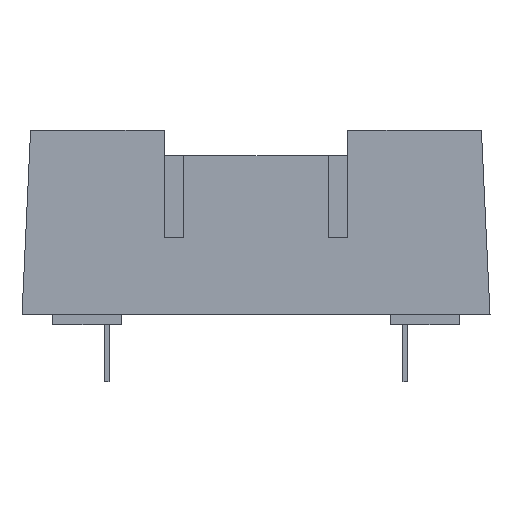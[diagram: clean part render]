
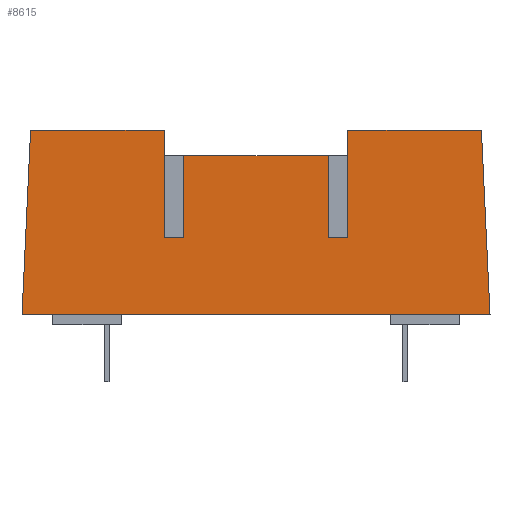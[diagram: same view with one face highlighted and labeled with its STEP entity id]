
A CAD part, left-side view. The second image highlights one B-rep face of the part: STEP entity #8615.
In plain terms, the highlighted free-form (B-spline) face has degree [1, 1] with [2, 2] control points.
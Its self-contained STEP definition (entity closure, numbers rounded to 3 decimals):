
#8615 = ADVANCED_FACE('',(#8616),#8714,.F.);
#8616 = FACE_BOUND('',#8617,.F.);
#8617 = EDGE_LOOP('',(#8618,#8628,#8636,#8644,#8652,#8660,#8668,#8676,
    #8684,#8692,#8700,#8708));
#8618 = ORIENTED_EDGE('',*,*,#8619,.T.);
#8619 = EDGE_CURVE('',#8620,#8622,#8624,.T.);
#8620 = VERTEX_POINT('',#8621);
#8621 = CARTESIAN_POINT('',(-21.146,4.685,0.));
#8622 = VERTEX_POINT('',#8623);
#8623 = CARTESIAN_POINT('',(-21.146,4.685,-5.49));
#8624 = LINE('',#8625,#8626);
#8625 = CARTESIAN_POINT('',(-21.146,4.685,0.));
#8626 = VECTOR('',#8627,1.);
#8627 = DIRECTION('',(0.,0.,-1.));
#8628 = ORIENTED_EDGE('',*,*,#8629,.T.);
#8629 = EDGE_CURVE('',#8622,#8630,#8632,.T.);
#8630 = VERTEX_POINT('',#8631);
#8631 = CARTESIAN_POINT('',(-21.146,3.685,-5.49));
#8632 = LINE('',#8633,#8634);
#8633 = CARTESIAN_POINT('',(-21.146,4.685,-5.49));
#8634 = VECTOR('',#8635,1.);
#8635 = DIRECTION('',(0.,-1.,0.));
#8636 = ORIENTED_EDGE('',*,*,#8637,.T.);
#8637 = EDGE_CURVE('',#8630,#8638,#8640,.T.);
#8638 = VERTEX_POINT('',#8639);
#8639 = CARTESIAN_POINT('',(-21.146,3.685,-1.3));
#8640 = LINE('',#8641,#8642);
#8641 = CARTESIAN_POINT('',(-21.146,3.685,-5.49));
#8642 = VECTOR('',#8643,1.);
#8643 = DIRECTION('',(0.,0.,1.));
#8644 = ORIENTED_EDGE('',*,*,#8645,.T.);
#8645 = EDGE_CURVE('',#8638,#8646,#8648,.T.);
#8646 = VERTEX_POINT('',#8647);
#8647 = CARTESIAN_POINT('',(-21.146,-3.685,-1.3));
#8648 = LINE('',#8649,#8650);
#8649 = CARTESIAN_POINT('',(-21.146,3.685,-1.3));
#8650 = VECTOR('',#8651,1.);
#8651 = DIRECTION('',(0.,-1.,0.));
#8652 = ORIENTED_EDGE('',*,*,#8653,.T.);
#8653 = EDGE_CURVE('',#8646,#8654,#8656,.T.);
#8654 = VERTEX_POINT('',#8655);
#8655 = CARTESIAN_POINT('',(-21.146,-3.685,-5.49));
#8656 = LINE('',#8657,#8658);
#8657 = CARTESIAN_POINT('',(-21.146,-3.685,-1.3));
#8658 = VECTOR('',#8659,1.);
#8659 = DIRECTION('',(0.,0.,-1.));
#8660 = ORIENTED_EDGE('',*,*,#8661,.T.);
#8661 = EDGE_CURVE('',#8654,#8662,#8664,.T.);
#8662 = VERTEX_POINT('',#8663);
#8663 = CARTESIAN_POINT('',(-21.146,-4.685,-5.49));
#8664 = LINE('',#8665,#8666);
#8665 = CARTESIAN_POINT('',(-21.146,-3.685,-5.49));
#8666 = VECTOR('',#8667,1.);
#8667 = DIRECTION('',(0.,-1.,0.));
#8668 = ORIENTED_EDGE('',*,*,#8669,.T.);
#8669 = EDGE_CURVE('',#8662,#8670,#8672,.T.);
#8670 = VERTEX_POINT('',#8671);
#8671 = CARTESIAN_POINT('',(-21.146,-4.685,0.));
#8672 = LINE('',#8673,#8674);
#8673 = CARTESIAN_POINT('',(-21.146,-4.685,-5.49));
#8674 = VECTOR('',#8675,1.);
#8675 = DIRECTION('',(0.,0.,1.));
#8676 = ORIENTED_EDGE('',*,*,#8677,.T.);
#8677 = EDGE_CURVE('',#8670,#8678,#8680,.T.);
#8678 = VERTEX_POINT('',#8679);
#8679 = CARTESIAN_POINT('',(-21.146,-11.5,0.));
#8680 = LINE('',#8681,#8682);
#8681 = CARTESIAN_POINT('',(-21.146,-4.685,0.));
#8682 = VECTOR('',#8683,1.);
#8683 = DIRECTION('',(0.,-1.,0.));
#8684 = ORIENTED_EDGE('',*,*,#8685,.T.);
#8685 = EDGE_CURVE('',#8678,#8686,#8688,.T.);
#8686 = VERTEX_POINT('',#8687);
#8687 = CARTESIAN_POINT('',(-21.146,-11.938,-9.398));
#8688 = LINE('',#8689,#8690);
#8689 = CARTESIAN_POINT('',(-21.146,-11.5,0.));
#8690 = VECTOR('',#8691,1.);
#8691 = DIRECTION('',(0.,-0.047,-0.999));
#8692 = ORIENTED_EDGE('',*,*,#8693,.T.);
#8693 = EDGE_CURVE('',#8686,#8694,#8696,.T.);
#8694 = VERTEX_POINT('',#8695);
#8695 = CARTESIAN_POINT('',(-21.146,11.938,-9.398));
#8696 = LINE('',#8697,#8698);
#8697 = CARTESIAN_POINT('',(-21.146,-11.938,-9.398));
#8698 = VECTOR('',#8699,1.);
#8699 = DIRECTION('',(0.,1.,0.));
#8700 = ORIENTED_EDGE('',*,*,#8701,.T.);
#8701 = EDGE_CURVE('',#8694,#8702,#8704,.T.);
#8702 = VERTEX_POINT('',#8703);
#8703 = CARTESIAN_POINT('',(-21.146,11.5,0.));
#8704 = LINE('',#8705,#8706);
#8705 = CARTESIAN_POINT('',(-21.146,11.938,-9.398));
#8706 = VECTOR('',#8707,1.);
#8707 = DIRECTION('',(0.,-0.047,0.999));
#8708 = ORIENTED_EDGE('',*,*,#8709,.T.);
#8709 = EDGE_CURVE('',#8702,#8620,#8710,.T.);
#8710 = LINE('',#8711,#8712);
#8711 = CARTESIAN_POINT('',(-21.146,11.5,0.));
#8712 = VECTOR('',#8713,1.);
#8713 = DIRECTION('',(0.,-1.,0.));
#8714 = B_SPLINE_SURFACE_WITH_KNOTS('',1,1,(
    (#8715,#8716)
    ,(#8717,#8718
    )),.UNSPECIFIED.,.F.,.F.,.F.,(2,2),(2,2),(-0.007,0.377),(-0.489,
    0.489),.PIECEWISE_BEZIER_KNOTS.);
#8715 = CARTESIAN_POINT('',(-21.146,-12.416,0.188));
#8716 = CARTESIAN_POINT('',(-21.146,12.416,0.188));
#8717 = CARTESIAN_POINT('',(-21.146,-12.416,-9.586));
#8718 = CARTESIAN_POINT('',(-21.146,12.416,-9.586));
